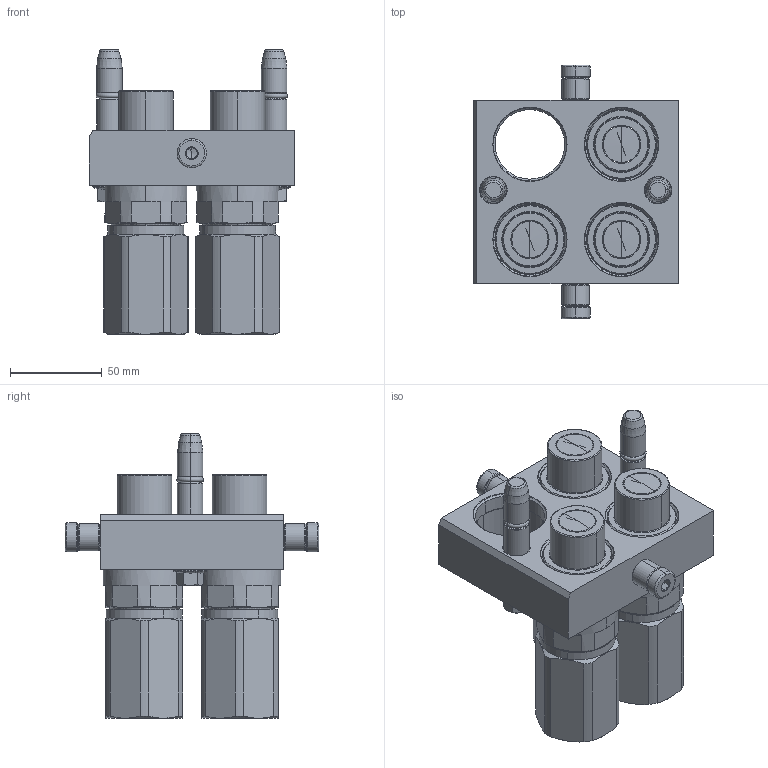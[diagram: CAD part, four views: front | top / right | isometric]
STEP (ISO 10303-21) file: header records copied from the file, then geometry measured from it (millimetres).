
FILE_DESCRIPTION (( 'STEP AP214' ), '1' );
FILE_NAME ('FASTER.step', '2021-07-01T18:02:46', ( '' ), ( '' ), 'SwSTEP 2.0', 'SolidWorks 2017', '' );
FILE_SCHEMA (( 'AUTOMOTIVE_DESIGN' ));
Length unit declared in the file: millimetre
Products named in the file (11): or2_62x9_19_m; 3ffnp34_gas_m; 4830_013_3000_030; FASTER; 4830_028_1000_011; P412_M_BASE; et002; 4830_021_0000_000; 1540_080_0008_000; 4830_010_4000_000
Assembly tree (17 placements, depth 3):
  FASTER
    P412_M_BASE
      4830_010_4000_000
      4830_021_0000_000  x2
      1540_080_0008_000  x2
      or2_62x9_19_m  x2
      4830_013_3000_030  x2
      4830_028_1000_011  x2
    3ffnp34_gas_m  x3
      3ffnp34_gas_m
    et002
Bounding box: 112.3 x 138.6 x 155.35 mm (x, y, z)
Volume: 2873.9 mm3; surface area: 139833.2 mm2
Topology: 5 solids, 48 shells, 1472 faces, 4564 edges, 3080 vertices
Faces by surface type: plane 829, cone 252, cylinder 246, torus 92, bspline 53
Entity records: 37611 total; most frequent: CARTESIAN_POINT 10882, ORIENTED_EDGE 4957, DIRECTION 4579, EDGE_CURVE 2680, VECTOR 1809, LINE 1809, VERTEX_POINT 1784, AXIS2_PLACEMENT_3D 1385
